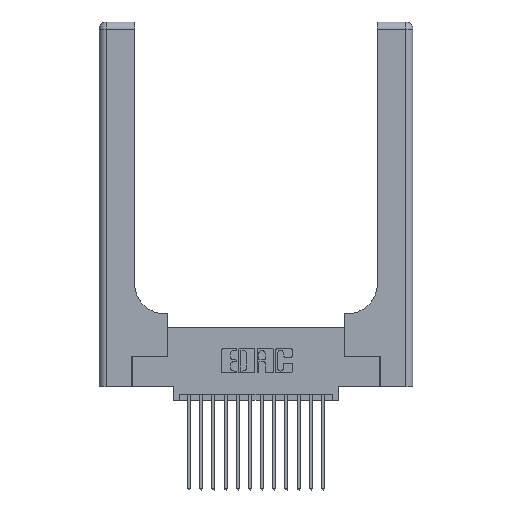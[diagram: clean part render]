
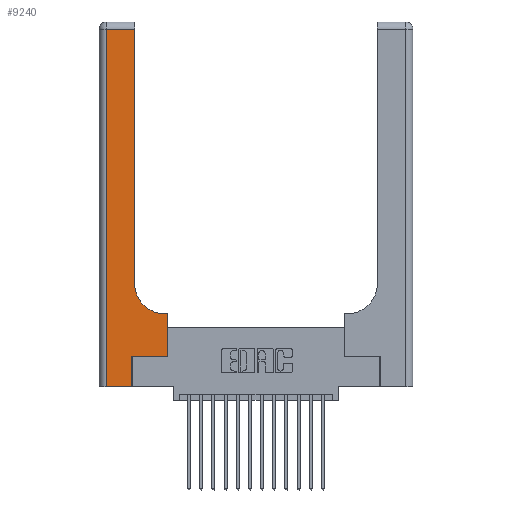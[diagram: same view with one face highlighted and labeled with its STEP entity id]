
A CAD part, top view. The second image highlights one B-rep face of the part: STEP entity #9240.
In plain terms, the highlighted planar face has unit normal (0, 0, 1).
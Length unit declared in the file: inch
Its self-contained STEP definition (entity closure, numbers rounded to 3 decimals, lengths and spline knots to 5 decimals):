
#106 = DIRECTION ( 'NONE',  ( 0., 1., 0. ) ) ;
#405 = AXIS2_PLACEMENT_3D ( 'NONE', #4777, #14971, #6235 ) ;
#521 = EDGE_CURVE ( 'NONE', #12196, #12237, #758, .T. ) ;
#758 = CIRCLE ( 'NONE', #7906, 0.25 ) ;
#773 = CARTESIAN_POINT ( 'NONE',  ( 0., 2.94, 0.37 ) ) ;
#1232 = VECTOR ( 'NONE', #7285, 39.37008 ) ;
#1309 = CARTESIAN_POINT ( 'NONE',  ( 0.06, 3., 0.37 ) ) ;
#1651 = LINE ( 'NONE', #14203, #16672 ) ;
#1728 = ORIENTED_EDGE ( 'NONE', *, *, #14758, .T. ) ;
#2080 = LINE ( 'NONE', #773, #13272 ) ;
#2232 = VERTEX_POINT ( 'NONE', #11326 ) ;
#2742 = EDGE_LOOP ( 'NONE', ( #16287, #5117, #1728, #17200, #9952, #6934, #14711, #11325, #11778 ) ) ;
#3457 = EDGE_CURVE ( 'NONE', #12237, #14914, #9328, .T. ) ;
#4048 = FACE_OUTER_BOUND ( 'NONE', #2742, .T. ) ;
#4091 = CARTESIAN_POINT ( 'NONE',  ( 0.06, 0., 0.37 ) ) ;
#4777 = CARTESIAN_POINT ( 'NONE',  ( 0., 3., 0.37 ) ) ;
#5117 = ORIENTED_EDGE ( 'NONE', *, *, #8315, .T. ) ;
#5520 = EDGE_CURVE ( 'NONE', #16751, #7749, #11756, .T. ) ;
#5806 = CARTESIAN_POINT ( 'NONE',  ( 0.2915, 0.85, 0.37 ) ) ;
#6235 = DIRECTION ( 'NONE',  ( -1., 0., 0. ) ) ;
#6370 = CARTESIAN_POINT ( 'NONE',  ( 0.5585, 0.6, 0.37 ) ) ;
#6600 = DIRECTION ( 'NONE',  ( -1., 0., 0. ) ) ;
#6926 = VECTOR ( 'NONE', #16306, 39.37008 ) ;
#6934 = ORIENTED_EDGE ( 'NONE', *, *, #11120, .T. ) ;
#7053 = EDGE_CURVE ( 'NONE', #2232, #15489, #1651, .T. ) ;
#7285 = DIRECTION ( 'NONE',  ( 1., 0., 0. ) ) ;
#7591 = CARTESIAN_POINT ( 'NONE',  ( 0.269, 0.25, 0.37 ) ) ;
#7749 = VERTEX_POINT ( 'NONE', #6370 ) ;
#7906 = AXIS2_PLACEMENT_3D ( 'NONE', #14357, #14340, #14278 ) ;
#8315 = EDGE_CURVE ( 'NONE', #14914, #18361, #2080, .T. ) ;
#8415 = CARTESIAN_POINT ( 'NONE',  ( 0.2915, 0.6, 0.37 ) ) ;
#8668 = CARTESIAN_POINT ( 'NONE',  ( 0.5415, 0.6, 0.37 ) ) ;
#8876 = CARTESIAN_POINT ( 'NONE',  ( 0.5585, 0.25, 0.37 ) ) ;
#9240 = ADVANCED_FACE ( 'NONE', ( #4048 ), #12011, .F. ) ;
#9328 = LINE ( 'NONE', #17539, #16111 ) ;
#9841 = LINE ( 'NONE', #1309, #17081 ) ;
#9952 = ORIENTED_EDGE ( 'NONE', *, *, #7053, .T. ) ;
#10669 = EDGE_CURVE ( 'NONE', #7749, #12196, #14717, .T. ) ;
#10865 = VECTOR ( 'NONE', #13752, 39.37008 ) ;
#10972 = VERTEX_POINT ( 'NONE', #4091 ) ;
#11120 = EDGE_CURVE ( 'NONE', #15489, #16751, #14702, .T. ) ;
#11325 = ORIENTED_EDGE ( 'NONE', *, *, #10669, .T. ) ;
#11326 = CARTESIAN_POINT ( 'NONE',  ( 0.269, 0., 0.37 ) ) ;
#11756 = LINE ( 'NONE', #12294, #10865 ) ;
#11778 = ORIENTED_EDGE ( 'NONE', *, *, #521, .T. ) ;
#12011 = PLANE ( 'NONE',  #405 ) ;
#12196 = VERTEX_POINT ( 'NONE', #8668 ) ;
#12233 = EDGE_CURVE ( 'NONE', #10972, #2232, #15776, .T. ) ;
#12237 = VERTEX_POINT ( 'NONE', #5806 ) ;
#12294 = CARTESIAN_POINT ( 'NONE',  ( 0.5585, 0.25, 0.37 ) ) ;
#12800 = DIRECTION ( 'NONE',  ( -1., 0., 0. ) ) ;
#13272 = VECTOR ( 'NONE', #6600, 39.37008 ) ;
#13752 = DIRECTION ( 'NONE',  ( 0., 1., 0. ) ) ;
#14203 = CARTESIAN_POINT ( 'NONE',  ( 0.269, 0., 0.37 ) ) ;
#14278 = DIRECTION ( 'NONE',  ( 1., 0., 0. ) ) ;
#14340 = DIRECTION ( 'NONE',  ( 0., 0., -1. ) ) ;
#14357 = CARTESIAN_POINT ( 'NONE',  ( 0.5415, 0.85, 0.37 ) ) ;
#14702 = LINE ( 'NONE', #7591, #6926 ) ;
#14711 = ORIENTED_EDGE ( 'NONE', *, *, #5520, .T. ) ;
#14717 = LINE ( 'NONE', #8415, #18095 ) ;
#14758 = EDGE_CURVE ( 'NONE', #18361, #10972, #9841, .T. ) ;
#14914 = VERTEX_POINT ( 'NONE', #17819 ) ;
#14971 = DIRECTION ( 'NONE',  ( 0., 0., -1. ) ) ;
#15489 = VERTEX_POINT ( 'NONE', #16091 ) ;
#15638 = DIRECTION ( 'NONE',  ( 0., 1., 0. ) ) ;
#15776 = LINE ( 'NONE', #16007, #1232 ) ;
#16007 = CARTESIAN_POINT ( 'NONE',  ( 0., 0., 0.37 ) ) ;
#16091 = CARTESIAN_POINT ( 'NONE',  ( 0.269, 0.25, 0.37 ) ) ;
#16111 = VECTOR ( 'NONE', #106, 39.37008 ) ;
#16287 = ORIENTED_EDGE ( 'NONE', *, *, #3457, .T. ) ;
#16306 = DIRECTION ( 'NONE',  ( 1., 0., 0. ) ) ;
#16672 = VECTOR ( 'NONE', #15638, 39.37008 ) ;
#16751 = VERTEX_POINT ( 'NONE', #8876 ) ;
#17081 = VECTOR ( 'NONE', #18792, 39.37008 ) ;
#17200 = ORIENTED_EDGE ( 'NONE', *, *, #12233, .T. ) ;
#17539 = CARTESIAN_POINT ( 'NONE',  ( 0.2915, 3., 0.37 ) ) ;
#17819 = CARTESIAN_POINT ( 'NONE',  ( 0.2915, 2.94, 0.37 ) ) ;
#18095 = VECTOR ( 'NONE', #12800, 39.37008 ) ;
#18166 = CARTESIAN_POINT ( 'NONE',  ( 0.06, 2.94, 0.37 ) ) ;
#18361 = VERTEX_POINT ( 'NONE', #18166 ) ;
#18792 = DIRECTION ( 'NONE',  ( 0., -1., 0. ) ) ;
